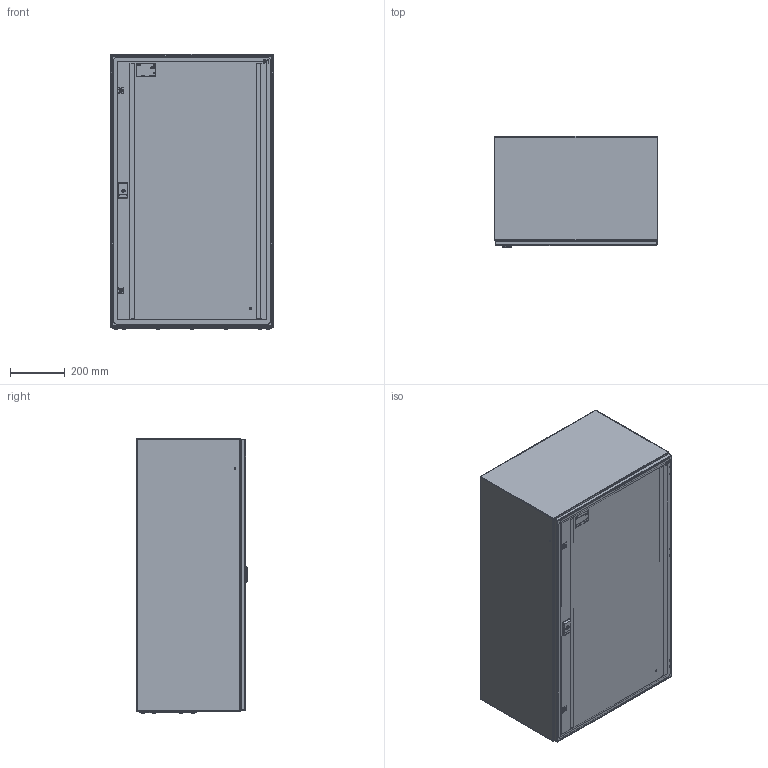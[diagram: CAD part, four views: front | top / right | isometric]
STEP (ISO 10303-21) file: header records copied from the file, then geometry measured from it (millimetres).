
FILE_DESCRIPTION((''),'2;1');
FILE_NAME('GT_100_60_40_ASM','2021-11-04T',('marketing.praksa'),('Audax d.o.o.'),'CREO PARAMETRIC BY PTC INC, 2017480','CREO PARAMETRIC BY PTC INC, 2017480','');
FILE_SCHEMA(('AUTOMOTIVE_DESIGN { 1 0 10303 214 1 1 1 1 }'));
Products named in the file (65): SCREWS_100_60_40_1_2_1; SCREWS_100_60_40_1_3_1; SCREWS_100_60_40_1_4_1; SCREWS_100_60_40_1_5_1; SCREWS_100_60_40_1_6_1; SCREWS_100_60_40_1_7_1; SCREWS_100_60_40_1_8_1; SCREWS_100_60_40_1_9_1; SCREWS_100_60_40_1_10_1; SCREWS_100_60_40_1_11_1; SCREWS_100_60_40_1_12_1; SCREWS_100_60_40_1_13_1; SCREWS_100_60_40_1_14_1; SCREWS_100_60_40_1_1_1; KOR_GT_100-60-40_1_1; PRZEPUST_1_2_3_4_5_6_1_1_1; ZAWIAS_1_2_3_4_5_6_1_1_1; TULEJA_1_2_3_4_5_6_1_1_1; PLYTA_1_2_3_4_5_6_1_1_1; NAKRETKA_M8_1_2_3_4_5_6_1_1_1; ZASLEPKA_10_7_1_2_3_4_5_6_1_1_1; DRZWI_1_2_3_4_5_6_7_8_9_10_1_21; DRZWI_1_2_3_4_5_6_7_8_9_10_1_23; ZAWIAS_3_ST47_002_ELEMENT-508_5; ZAWIAS_3_ST47_002_ELEMENT-508_6; DRZWI_1_2_3_4_5_6_7_8_9_10_1_24; DRZWI_1_2_3_4_5_6_7_8_9_10_1_25; ZAWIAS_3_ST47_002_ELEMENT-508_7; DRZWI_1_2_3_4_5_6_7_8_9_10_1_26; DRZWI_1_2_3_4_5_6_7_8_9_10_1_27; DRZWI_1_2_3_4_5_6_7_8_9_10_1_28; DRZWI_1_2_3_4_5_6_7_8_9_10_1_29; DRZWI_1_2_3_4_5_6_7_8_9_10_1_30; ANSI_B27_7M_3CMI-4-50886_1_1_1; ANSI_B27_7M_3CMI-4-50887_1_1_1; ANSI_B27_7M_3CMI-4-50888_1_1; DRZWI_1_2_3_4_5_6_7_8_9_10_1_31; DRZWI_1_2_3_4_5_6_7_8_9_10_1_32; DRZWI_1_2_3_4_5_6_7_8_9_10_1_33; DRZWI_1_2_3_4_5_6_7_8_9_10_1_34 ...
Assembly tree (75 placements, depth 2):
  GT_100_60_40_ASM
    SCREWS_100_60_40_1_2_1
    SCREWS_100_60_40_1_3_1
    SCREWS_100_60_40_1_4_1
    SCREWS_100_60_40_1_5_1
    SCREWS_100_60_40_1_6_1
    SCREWS_100_60_40_1_7_1
    SCREWS_100_60_40_1_8_1
    SCREWS_100_60_40_1_9_1
    SCREWS_100_60_40_1_10_1
    SCREWS_100_60_40_1_11_1
    SCREWS_100_60_40_1_12_1
    SCREWS_100_60_40_1_13_1
    SCREWS_100_60_40_1_14_1
    SCREWS_100_60_40_1_1_1
    KOR_GT_100-60-40_1_1
    PRZEPUST_1_2_3_4_5_6_1_1_1
    ZAWIAS_1_2_3_4_5_6_1_1_1  x3
    TULEJA_1_2_3_4_5_6_1_1_1  x4
    PLYTA_1_2_3_4_5_6_1_1_1
    NAKRETKA_M8_1_2_3_4_5_6_1_1_1  x4
    ZASLEPKA_10_7_1_2_3_4_5_6_1_1_1  x4
    DRZWI_1_2_3_4_5_6_7_8_9_10_1_21
    DRZWI_1_2_3_4_5_6_7_8_9_10_1_23
    ZAWIAS_3_ST47_002_ELEMENT-508_5
    ZAWIAS_3_ST47_002_ELEMENT-508_6
    DRZWI_1_2_3_4_5_6_7_8_9_10_1_24
    DRZWI_1_2_3_4_5_6_7_8_9_10_1_25
    ZAWIAS_3_ST47_002_ELEMENT-508_7
    DRZWI_1_2_3_4_5_6_7_8_9_10_1_26
    DRZWI_1_2_3_4_5_6_7_8_9_10_1_27
    DRZWI_1_2_3_4_5_6_7_8_9_10_1_28
    DRZWI_1_2_3_4_5_6_7_8_9_10_1_29
    DRZWI_1_2_3_4_5_6_7_8_9_10_1_30
    ANSI_B27_7M_3CMI-4-50886_1_1_1
    ANSI_B27_7M_3CMI-4-50887_1_1_1
    ANSI_B27_7M_3CMI-4-50888_1_1
    DRZWI_1_2_3_4_5_6_7_8_9_10_1_31
    DRZWI_1_2_3_4_5_6_7_8_9_10_1_32
    DRZWI_1_2_3_4_5_6_7_8_9_10_1_33
    DRZWI_1_2_3_4_5_6_7_8_9_10_1_34
    DRZWI_1_2_3_4_5_6_7_8_9_10_1_35
    DRZWI_1_2_3_4_5_6_7_8_9_10_1_36
    DRZWI_1_2_3_4_5_6_7_8_9_10_1_37
    DRZWI_1_2_3_4_5_6_7_8_9_10__20_
    DRZWI_1_2_3_4_5_6_7_8_9_10__21_
    DRZWI_1_2_3_4_5_6_7_8_9_10__22_
    DRZWI_1_2_3_4_5_6_7_8_9_10__23_
    DRZWI_1_2_3_4_5_6_7_8_9_10__2_8
    DRZWI_1_2_3_4_5_6_7_8_9_10__25_
    DRZWI_1_2_3_4_5_6_7_8_9_10__26_
    DRZWI_1_2_3_4_5_6_7_8_9_10__27_
    DRZWI_1_2_3_4_5_6_7_8_9_10__28_
    DRZWI_1_2_3_4_5_6_7_8_9_10__2_9
    DRZWI_1_2_3_4_5_6_7_8_9_10_36_2
    DRZWI_1_2_3_4_5_6_7_8_9_10_37_2
    DRZWI_1_2_3_4_5_6_7_8_9_10_38_2
    DRZWI_1_2_3_4_5_6_7_8_9_10_39_2
    DRZWI_1_2_3_4_5_6_7_8_9_1_40_1_
    DRZWI_1_2_3_4_5_6_7_8_9_1_41_1_
Bounding box: 600 x 409.62 x 1008.44 mm (x, y, z)
Volume: 5072672.8 mm3; surface area: 6707852.5 mm2
Topology: 75 solids, 75 shells, 3436 faces, 9494 edges, 6368 vertices
Faces by surface type: plane 1558, cylinder 1328, torus 162, cone 138, extrusion 136, sphere 64, bspline 50
Entity records: 128285 total; most frequent: CARTESIAN_POINT 22967, DIRECTION 16167, ORIENTED_EDGE 15262, PRESENTATION_STYLE_ASSIGNMENT 8202, STYLED_ITEM 8202, CURVE_STYLE 7631, EDGE_CURVE 7631, AXIS2_PLACEMENT_3D 6070
